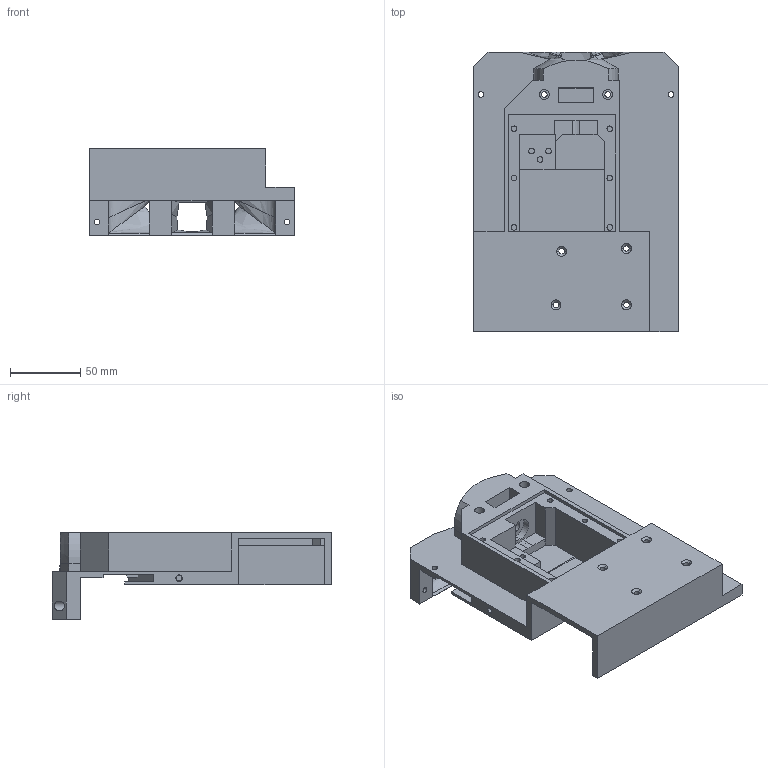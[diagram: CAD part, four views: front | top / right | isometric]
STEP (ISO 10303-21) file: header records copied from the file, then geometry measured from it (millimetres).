
FILE_DESCRIPTION (( 'STEP AP203' ), '1' );
FILE_NAME ('uchwyt sortownika.STEP', '2025-04-10T21:43:53', ( '' ), ( '' ), 'SwSTEP 2.0', 'SolidWorks 2024', '' );
FILE_SCHEMA (( 'CONFIG_CONTROL_DESIGN' ));
Length unit declared in the file: millimetre
Products named in the file (1): uchwyt sortownika
Bounding box: 145 x 198.35 x 61.5 mm (x, y, z)
Volume: 351096.5 mm3; surface area: 117609.3 mm2
Topology: 1 solids, 1 shells, 229 faces, 621 edges, 408 vertices
Faces by surface type: plane 111, cylinder 67, bspline 35, cone 16
Entity records: 8539 total; most frequent: CARTESIAN_POINT 2831, ORIENTED_EDGE 1242, DIRECTION 1046, EDGE_CURVE 621, VERTEX_POINT 408, VECTOR 354, LINE 354, AXIS2_PLACEMENT_3D 346
